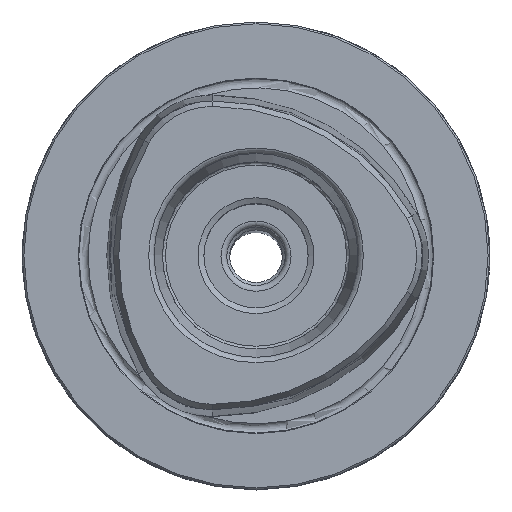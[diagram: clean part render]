
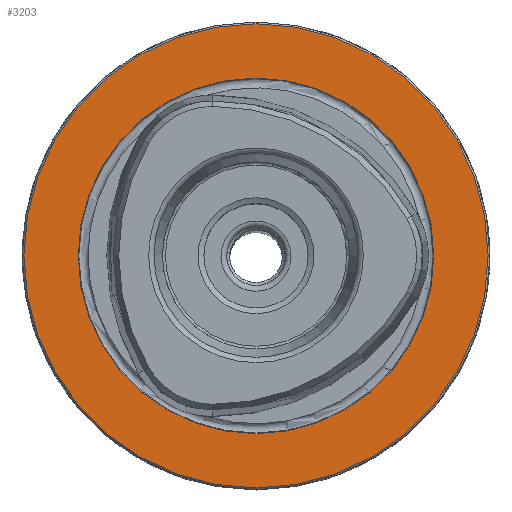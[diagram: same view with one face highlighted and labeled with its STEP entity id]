
A CAD part, top view. The second image highlights one B-rep face of the part: STEP entity #3203.
In plain terms, the highlighted planar face has unit normal (0, 0, 1).
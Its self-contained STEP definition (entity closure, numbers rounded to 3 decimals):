
#566=ORIENTED_EDGE('',*,*,#985,.T.);
#567=ORIENTED_EDGE('',*,*,#984,.F.);
#984=EDGE_CURVE('',#1204,#1204,#1358,.T.);
#985=EDGE_CURVE('',#1205,#1205,#1359,.T.);
#1204=VERTEX_POINT('',#4875);
#1205=VERTEX_POINT('',#4878);
#1358=CIRCLE('',#3455,30.414);
#1359=CIRCLE('',#3457,39.7);
#1513=EDGE_LOOP('',(#566));
#1514=EDGE_LOOP('',(#567));
#1780=FACE_BOUND('',#1513,.T.);
#1781=FACE_BOUND('',#1514,.T.);
#1975=PLANE('',#3456);
#3203=ADVANCED_FACE('',(#1780,#1781),#1975,.T.);
#3455=AXIS2_PLACEMENT_3D('',#4874,#3943,#3944);
#3456=AXIS2_PLACEMENT_3D('',#4876,#3945,#3946);
#3457=AXIS2_PLACEMENT_3D('',#4877,#3947,#3948);
#3943=DIRECTION('',(0.,0.,1.));
#3944=DIRECTION('',(1.,0.,0.));
#3945=DIRECTION('',(0.,0.,1.));
#3946=DIRECTION('',(1.,0.,0.));
#3947=DIRECTION('',(0.,0.,1.));
#3948=DIRECTION('',(1.,0.,0.));
#4874=CARTESIAN_POINT('',(0.,0.,0.));
#4875=CARTESIAN_POINT('',(30.414,0.,0.));
#4876=CARTESIAN_POINT('',(30.25,0.,0.));
#4877=CARTESIAN_POINT('',(0.,0.,0.));
#4878=CARTESIAN_POINT('',(39.7,0.,0.));
